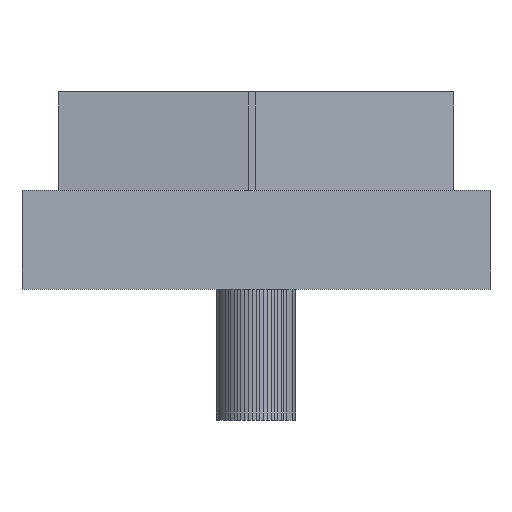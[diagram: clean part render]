
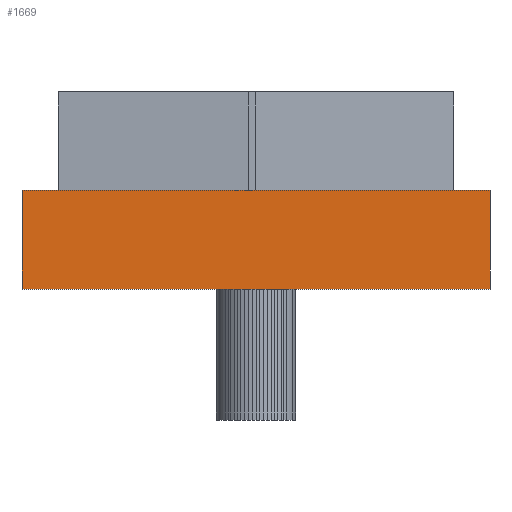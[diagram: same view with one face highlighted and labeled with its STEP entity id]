
A CAD part, left-side view. The second image highlights one B-rep face of the part: STEP entity #1669.
In plain terms, the highlighted planar face has unit normal (-1, 0, 0).
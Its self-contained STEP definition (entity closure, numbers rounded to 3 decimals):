
#95=FACE_OUTER_BOUND('',#178,.T.);
#178=EDGE_LOOP('',(#1429,#1430,#1431,#1432));
#407=LINE('',#2632,#641);
#411=LINE('',#2639,#645);
#412=LINE('',#2642,#646);
#413=LINE('',#2643,#647);
#641=VECTOR('',#2158,1000.);
#645=VECTOR('',#2164,1000.);
#646=VECTOR('',#2167,1000.);
#647=VECTOR('',#2168,1000.);
#801=VERTEX_POINT('',#2629);
#802=VERTEX_POINT('',#2631);
#804=VERTEX_POINT('',#2636);
#805=VERTEX_POINT('',#2641);
#1031=EDGE_CURVE('',#802,#801,#407,.T.);
#1035=EDGE_CURVE('',#804,#802,#411,.T.);
#1036=EDGE_CURVE('',#804,#805,#412,.T.);
#1037=EDGE_CURVE('',#805,#801,#413,.T.);
#1429=ORIENTED_EDGE('',*,*,#1036,.F.);
#1430=ORIENTED_EDGE('',*,*,#1035,.T.);
#1431=ORIENTED_EDGE('',*,*,#1031,.T.);
#1432=ORIENTED_EDGE('',*,*,#1037,.F.);
#1587=PLANE('',#1774);
#1669=ADVANCED_FACE('',(#95),#1587,.T.);
#1774=AXIS2_PLACEMENT_3D('',#2640,#2165,#2166);
#2158=DIRECTION('',(0.,1.,0.));
#2164=DIRECTION('',(0.,0.,1.));
#2165=DIRECTION('center_axis',(-1.,0.,0.));
#2166=DIRECTION('ref_axis',(0.,0.,
1.));
#2167=DIRECTION('',(0.,1.,0.));
#2168=DIRECTION('',(0.,0.,1.));
#2629=CARTESIAN_POINT('',(-9.,35.5,0.198));
#2631=CARTESIAN_POINT('',(-9.,-35.5,0.198));
#2632=CARTESIAN_POINT('',(-9.,-35.5,0.198));
#2636=CARTESIAN_POINT('',(-9.,-35.5,-14.802));
#2639=CARTESIAN_POINT('',(-9.,-35.5,-14.802));
#2640=CARTESIAN_POINT('Origin',(-9.,0.,-7.302));
#2641=CARTESIAN_POINT('',(-9.,35.5,-14.802));
#2642=CARTESIAN_POINT('',(-9.,-35.5,-14.802));
#2643=CARTESIAN_POINT('',(-9.,35.5,-14.802));
